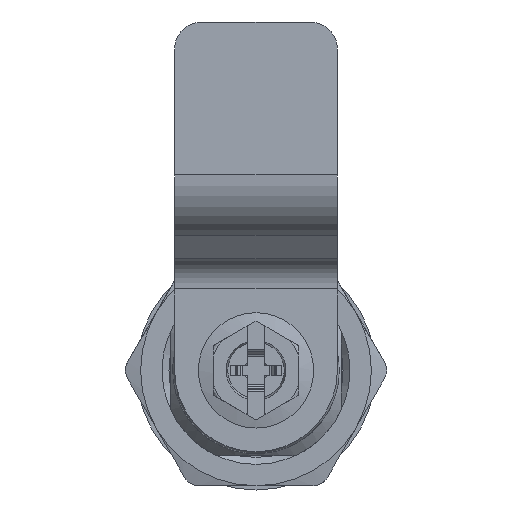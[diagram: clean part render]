
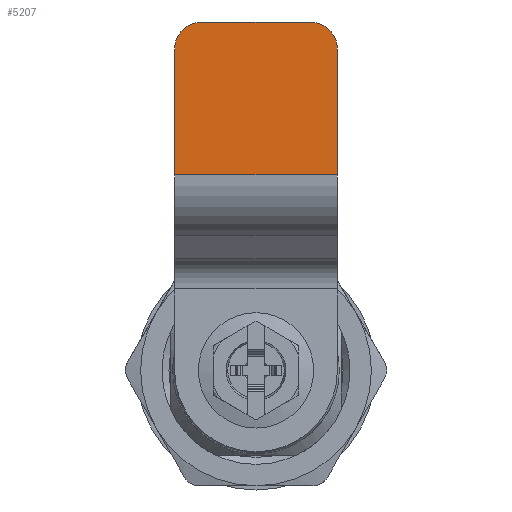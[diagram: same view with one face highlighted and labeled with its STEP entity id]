
A CAD part, front view. The second image highlights one B-rep face of the part: STEP entity #5207.
In plain terms, the highlighted planar face has unit normal (0, -1, 0).
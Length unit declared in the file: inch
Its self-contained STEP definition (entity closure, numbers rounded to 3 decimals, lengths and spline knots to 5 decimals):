
#532 = CIRCLE ( 'NONE', #4715, 0.125 ) ;
#535 = CARTESIAN_POINT ( 'NONE',  ( 0.25002, -0.7, 1.60498 ) ) ;
#753 = DIRECTION ( 'NONE',  ( 1., 0., 0. ) ) ;
#985 = LINE ( 'NONE', #3318, #5064 ) ;
#1154 = EDGE_CURVE ( 'NONE', #4513, #2194, #532, .T. ) ;
#1164 = DIRECTION ( 'NONE',  ( 0., 0., 1. ) ) ;
#1169 = CARTESIAN_POINT ( 'NONE',  ( -0.24998, -0.7, 1.47998 ) ) ;
#1249 = LINE ( 'NONE', #5416, #3456 ) ;
#1580 = CARTESIAN_POINT ( 'NONE',  ( 0.37502, -0.7, 1.47998 ) ) ;
#1947 = LINE ( 'NONE', #3145, #3973 ) ;
#1960 = VERTEX_POINT ( 'NONE', #2563 ) ;
#2005 = DIRECTION ( 'NONE',  ( -1., 0., 0. ) ) ;
#2019 = DIRECTION ( 'NONE',  ( 0., 0., 1. ) ) ;
#2194 = VERTEX_POINT ( 'NONE', #3819 ) ;
#2374 = ORIENTED_EDGE ( 'NONE', *, *, #3274, .T. ) ;
#2477 = CARTESIAN_POINT ( 'NONE',  ( -0.37498, -0.7, 0.90083 ) ) ;
#2516 = CARTESIAN_POINT ( 'NONE',  ( 0.37502, -0.7, 0.90083 ) ) ;
#2563 = CARTESIAN_POINT ( 'NONE',  ( -0.37498, -0.7, 0.90083 ) ) ;
#2887 = FACE_OUTER_BOUND ( 'NONE', #3888, .T. ) ;
#3095 = VERTEX_POINT ( 'NONE', #2516 ) ;
#3145 = CARTESIAN_POINT ( 'NONE',  ( 0.37502, -0.7, 0.90083 ) ) ;
#3162 = EDGE_CURVE ( 'NONE', #1960, #3095, #4722, .T. ) ;
#3274 = EDGE_CURVE ( 'NONE', #5062, #3757, #6217, .T. ) ;
#3283 = DIRECTION ( 'NONE',  ( 0., 0., -1. ) ) ;
#3318 = CARTESIAN_POINT ( 'NONE',  ( -0.37498, -0.7, 0.90083 ) ) ;
#3456 = VECTOR ( 'NONE', #2005, 39.37008 ) ;
#3757 = VERTEX_POINT ( 'NONE', #535 ) ;
#3787 = DIRECTION ( 'NONE',  ( 0., 0., -1. ) ) ;
#3819 = CARTESIAN_POINT ( 'NONE',  ( -0.37498, -0.7, 1.47998 ) ) ;
#3888 = EDGE_LOOP ( 'NONE', ( #5511, #6351, #7178, #2374, #5341, #4219 ) ) ;
#3956 = VECTOR ( 'NONE', #753, 39.37008 ) ;
#3973 = VECTOR ( 'NONE', #2019, 39.37008 ) ;
#4158 = DIRECTION ( 'NONE',  ( 0., -1., 0. ) ) ;
#4219 = ORIENTED_EDGE ( 'NONE', *, *, #1154, .T. ) ;
#4511 = DIRECTION ( 'NONE',  ( 0., -1., 0. ) ) ;
#4513 = VERTEX_POINT ( 'NONE', #4714 ) ;
#4714 = CARTESIAN_POINT ( 'NONE',  ( -0.24998, -0.7, 1.60498 ) ) ;
#4715 = AXIS2_PLACEMENT_3D ( 'NONE', #1169, #4511, #5703 ) ;
#4722 = LINE ( 'NONE', #2477, #3956 ) ;
#4975 = EDGE_CURVE ( 'NONE', #3757, #4513, #1249, .T. ) ;
#5062 = VERTEX_POINT ( 'NONE', #1580 ) ;
#5063 = CARTESIAN_POINT ( 'NONE',  ( 0.25002, -0.7, 1.47998 ) ) ;
#5064 = VECTOR ( 'NONE', #3283, 39.37008 ) ;
#5207 = ADVANCED_FACE ( 'NONE', ( #2887 ), #6364, .T. ) ;
#5274 = AXIS2_PLACEMENT_3D ( 'NONE', #5291, #4158, #1164 ) ;
#5291 = CARTESIAN_POINT ( 'NONE',  ( -0.37498, -0.7, 0.90083 ) ) ;
#5341 = ORIENTED_EDGE ( 'NONE', *, *, #4975, .T. ) ;
#5416 = CARTESIAN_POINT ( 'NONE',  ( -0.37498, -0.7, 1.60498 ) ) ;
#5511 = ORIENTED_EDGE ( 'NONE', *, *, #6163, .T. ) ;
#5703 = DIRECTION ( 'NONE',  ( 0., 0., 1. ) ) ;
#5777 = EDGE_CURVE ( 'NONE', #3095, #5062, #1947, .T. ) ;
#6163 = EDGE_CURVE ( 'NONE', #2194, #1960, #985, .T. ) ;
#6217 = CIRCLE ( 'NONE', #6329, 0.125 ) ;
#6329 = AXIS2_PLACEMENT_3D ( 'NONE', #5063, #7332, #3787 ) ;
#6351 = ORIENTED_EDGE ( 'NONE', *, *, #3162, .T. ) ;
#6364 = PLANE ( 'NONE',  #5274 ) ;
#7178 = ORIENTED_EDGE ( 'NONE', *, *, #5777, .T. ) ;
#7332 = DIRECTION ( 'NONE',  ( 0., -1., 0. ) ) ;
